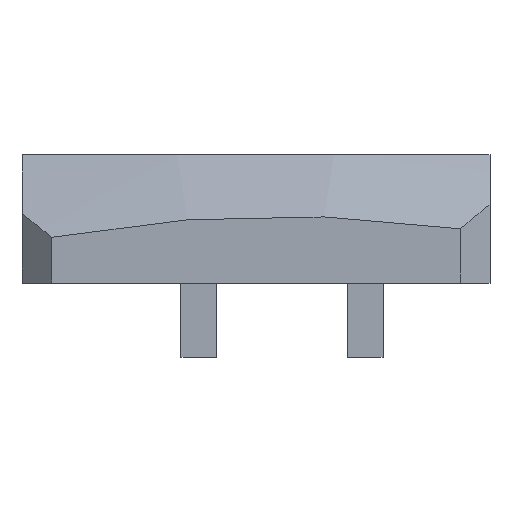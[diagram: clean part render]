
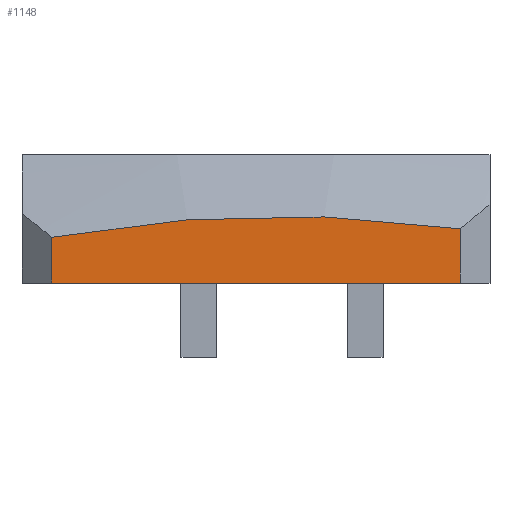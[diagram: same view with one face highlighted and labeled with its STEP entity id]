
A CAD part, front view. The second image highlights one B-rep face of the part: STEP entity #1148.
In plain terms, the highlighted planar face has unit normal (0, -1, 0).
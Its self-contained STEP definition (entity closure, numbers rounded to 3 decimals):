
#143 = SPHERICAL_SURFACE('',#144,60.);
#144 = AXIS2_PLACEMENT_3D('',#145,#146,#147);
#145 = CARTESIAN_POINT('',(18.,22.176,-40.426));
#146 = DIRECTION('',(0.,0.,1.));
#147 = DIRECTION('',(1.,0.,0.));
#176 = PLANE('',#177);
#177 = AXIS2_PLACEMENT_3D('',#178,#179,#180);
#178 = CARTESIAN_POINT('',(9.75,-19.5,0.));
#179 = DIRECTION('',(-0.707,-0.707,0.));
#180 = DIRECTION('',(-0.,-0.,-1.));
#204 = PLANE('',#205);
#205 = AXIS2_PLACEMENT_3D('',#206,#207,#208);
#206 = CARTESIAN_POINT('',(9.25,-20.,0.));
#207 = DIRECTION('',(0.,0.,1.));
#208 = DIRECTION('',(1.,0.,0.));
#494 = VERTEX_POINT('',#495);
#495 = CARTESIAN_POINT('',(10.25,-20.,0.));
#516 = EDGE_CURVE('',#494,#517,#519,.T.);
#517 = VERTEX_POINT('',#518);
#518 = CARTESIAN_POINT('',(24.,-20.,0.));
#519 = SURFACE_CURVE('',#520,(#524,#531),.PCURVE_S1.);
#520 = LINE('',#521,#522);
#521 = CARTESIAN_POINT('',(9.25,-20.,0.));
#522 = VECTOR('',#523,1.);
#523 = DIRECTION('',(1.,0.,0.));
#524 = PCURVE('',#204,#525);
#525 = DEFINITIONAL_REPRESENTATION('',(#526),#530);
#526 = LINE('',#527,#528);
#527 = CARTESIAN_POINT('',(0.,0.));
#528 = VECTOR('',#529,1.);
#529 = DIRECTION('',(1.,0.));
#530 = ( GEOMETRIC_REPRESENTATION_CONTEXT(2) 
PARAMETRIC_REPRESENTATION_CONTEXT() REPRESENTATION_CONTEXT('2D SPACE',''
  ) );
#531 = PCURVE('',#532,#537);
#532 = PLANE('',#533);
#533 = AXIS2_PLACEMENT_3D('',#534,#535,#536);
#534 = CARTESIAN_POINT('',(9.25,-20.,0.));
#535 = DIRECTION('',(0.,1.,0.));
#536 = DIRECTION('',(0.,0.,1.));
#537 = DEFINITIONAL_REPRESENTATION('',(#538),#542);
#538 = LINE('',#539,#540);
#539 = CARTESIAN_POINT('',(0.,0.));
#540 = VECTOR('',#541,1.);
#541 = DIRECTION('',(0.,1.));
#542 = ( GEOMETRIC_REPRESENTATION_CONTEXT(2) 
PARAMETRIC_REPRESENTATION_CONTEXT() REPRESENTATION_CONTEXT('2D SPACE',''
  ) );
#560 = PLANE('',#561);
#561 = AXIS2_PLACEMENT_3D('',#562,#563,#564);
#562 = CARTESIAN_POINT('',(24.5,-19.5,0.));
#563 = DIRECTION('',(-0.707,0.707,0.));
#564 = DIRECTION('',(-0.,-0.,-1.));
#872 = VERTEX_POINT('',#873);
#873 = CARTESIAN_POINT('',(10.25,-20.,1.539));
#902 = EDGE_CURVE('',#494,#872,#903,.T.);
#903 = SURFACE_CURVE('',#904,(#908,#915),.PCURVE_S1.);
#904 = LINE('',#905,#906);
#905 = CARTESIAN_POINT('',(10.25,-20.,0.));
#906 = VECTOR('',#907,1.);
#907 = DIRECTION('',(0.,0.,1.));
#908 = PCURVE('',#176,#909);
#909 = DEFINITIONAL_REPRESENTATION('',(#910),#914);
#910 = LINE('',#911,#912);
#911 = CARTESIAN_POINT('',(-0.,0.707));
#912 = VECTOR('',#913,1.);
#913 = DIRECTION('',(-1.,0.));
#914 = ( GEOMETRIC_REPRESENTATION_CONTEXT(2) 
PARAMETRIC_REPRESENTATION_CONTEXT() REPRESENTATION_CONTEXT('2D SPACE',''
  ) );
#915 = PCURVE('',#532,#916);
#916 = DEFINITIONAL_REPRESENTATION('',(#917),#921);
#917 = LINE('',#918,#919);
#918 = CARTESIAN_POINT('',(0.,1.));
#919 = VECTOR('',#920,1.);
#920 = DIRECTION('',(1.,0.));
#921 = ( GEOMETRIC_REPRESENTATION_CONTEXT(2) 
PARAMETRIC_REPRESENTATION_CONTEXT() REPRESENTATION_CONTEXT('2D SPACE',''
  ) );
#952 = EDGE_CURVE('',#872,#953,#955,.T.);
#953 = VERTEX_POINT('',#954);
#954 = CARTESIAN_POINT('',(24.,-20.,1.825));
#955 = SURFACE_CURVE('',#956,(#961,#973),.PCURVE_S1.);
#956 = CIRCLE('',#957,42.675);
#957 = AXIS2_PLACEMENT_3D('',#958,#959,#960);
#958 = CARTESIAN_POINT('',(18.,-20.,-40.426));
#959 = DIRECTION('',(0.,1.,0.));
#960 = DIRECTION('',(0.,-0.,1.));
#961 = PCURVE('',#143,#962);
#962 = DEFINITIONAL_REPRESENTATION('',(#963),#972);
#963 = B_SPLINE_CURVE_WITH_KNOTS('',7,(#964,#965,#966,#967,#968,#969,
    #970,#971),.UNSPECIFIED.,.F.,.F.,(8,8),(6.101,
    6.424),.PIECEWISE_BEZIER_KNOTS.);
#964 = CARTESIAN_POINT('',(4.531,0.775));
#965 = CARTESIAN_POINT('',(4.575,0.783));
#966 = CARTESIAN_POINT('',(4.621,0.789));
#967 = CARTESIAN_POINT('',(4.668,0.792));
#968 = CARTESIAN_POINT('',(4.715,0.793));
#969 = CARTESIAN_POINT('',(4.762,0.792));
#970 = CARTESIAN_POINT('',(4.808,0.788));
#971 = CARTESIAN_POINT('',(4.854,0.781));
#972 = ( GEOMETRIC_REPRESENTATION_CONTEXT(2) 
PARAMETRIC_REPRESENTATION_CONTEXT() REPRESENTATION_CONTEXT('2D SPACE',''
  ) );
#973 = PCURVE('',#532,#974);
#974 = DEFINITIONAL_REPRESENTATION('',(#975),#979);
#975 = CIRCLE('',#976,42.675);
#976 = AXIS2_PLACEMENT_2D('',#977,#978);
#977 = CARTESIAN_POINT('',(-40.426,8.75));
#978 = DIRECTION('',(1.,0.));
#979 = ( GEOMETRIC_REPRESENTATION_CONTEXT(2) 
PARAMETRIC_REPRESENTATION_CONTEXT() REPRESENTATION_CONTEXT('2D SPACE',''
  ) );
#1148 = ADVANCED_FACE('',(#1149),#532,.F.);
#1149 = FACE_BOUND('',#1150,.F.);
#1150 = EDGE_LOOP('',(#1151,#1152,#1153,#1154));
#1151 = ORIENTED_EDGE('',*,*,#516,.F.);
#1152 = ORIENTED_EDGE('',*,*,#902,.T.);
#1153 = ORIENTED_EDGE('',*,*,#952,.T.);
#1154 = ORIENTED_EDGE('',*,*,#1155,.F.);
#1155 = EDGE_CURVE('',#517,#953,#1156,.T.);
#1156 = SURFACE_CURVE('',#1157,(#1161,#1168),.PCURVE_S1.);
#1157 = LINE('',#1158,#1159);
#1158 = CARTESIAN_POINT('',(24.,-20.,0.));
#1159 = VECTOR('',#1160,1.);
#1160 = DIRECTION('',(0.,0.,1.));
#1161 = PCURVE('',#532,#1162);
#1162 = DEFINITIONAL_REPRESENTATION('',(#1163),#1167);
#1163 = LINE('',#1164,#1165);
#1164 = CARTESIAN_POINT('',(0.,14.75));
#1165 = VECTOR('',#1166,1.);
#1166 = DIRECTION('',(1.,0.));
#1167 = ( GEOMETRIC_REPRESENTATION_CONTEXT(2) 
PARAMETRIC_REPRESENTATION_CONTEXT() REPRESENTATION_CONTEXT('2D SPACE',''
  ) );
#1168 = PCURVE('',#560,#1169);
#1169 = DEFINITIONAL_REPRESENTATION('',(#1170),#1174);
#1170 = LINE('',#1171,#1172);
#1171 = CARTESIAN_POINT('',(-0.,0.707));
#1172 = VECTOR('',#1173,1.);
#1173 = DIRECTION('',(-1.,0.));
#1174 = ( GEOMETRIC_REPRESENTATION_CONTEXT(2) 
PARAMETRIC_REPRESENTATION_CONTEXT() REPRESENTATION_CONTEXT('2D SPACE',''
  ) );
